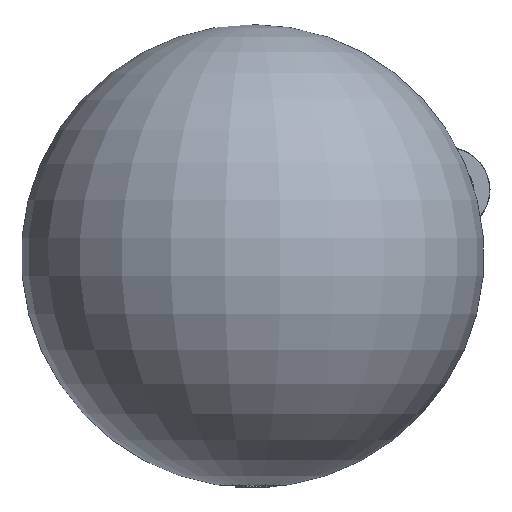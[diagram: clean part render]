
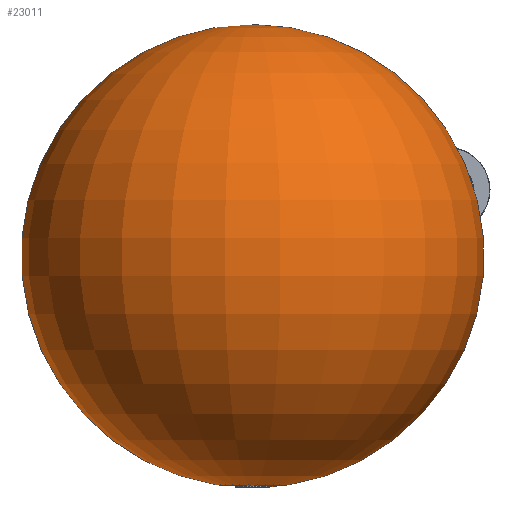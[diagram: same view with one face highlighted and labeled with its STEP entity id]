
A CAD part, top view. The second image highlights one B-rep face of the part: STEP entity #23011.
In plain terms, the highlighted toroidal (fillet/blend) face has major radius 0.211 mm and minor radius 190.346 mm.
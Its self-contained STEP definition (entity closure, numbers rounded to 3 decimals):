
#30=DEGENERATE_TOROIDAL_SURFACE('',#24525,0.211,190.346,
 .T.);
#3579=VERTEX_LOOP('',#13971);
#4903=ORIENTED_EDGE('',*,*,#10926,.T.);
#10926=EDGE_CURVE('',#13970,#13970,#15925,.F.);
#13970=VERTEX_POINT('',#33864);
#13971=VERTEX_POINT('',#33865);
#15925=CIRCLE('',#24526,13.535);
#17221=EDGE_LOOP('',(#4903));
#18871=FACE_BOUND('',#17221,.T.);
#18872=FACE_BOUND('',#3579,.T.);
#23011=ADVANCED_FACE('',(#18871,#18872),#30,.T.);
#24525=AXIS2_PLACEMENT_3D('',#33862,#27209,#27210);
#24526=AXIS2_PLACEMENT_3D('',#33863,#27211,#27212);
#27209=DIRECTION('',(-1.,0.,0.));
#27210=DIRECTION('',(0.,0.,1.));
#27211=DIRECTION('',(-1.,0.,0.));
#27212=DIRECTION('',(0.,0.,1.));
#33862=CARTESIAN_POINT('',(-50.346,0.,0.));
#33863=CARTESIAN_POINT('',(139.533,0.,0.));
#33864=CARTESIAN_POINT('',(139.533,0.,13.535));
#33865=CARTESIAN_POINT('',(140.,0.,0.));
